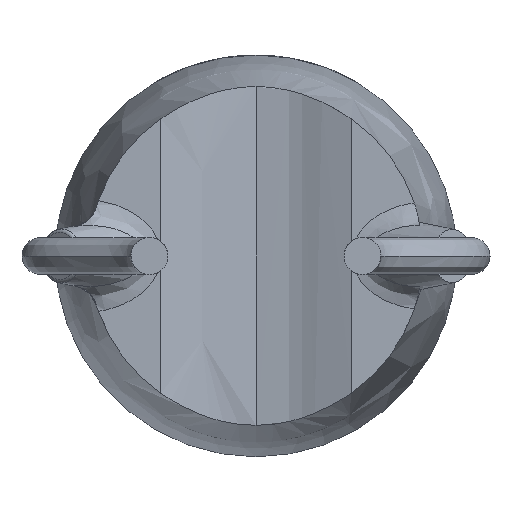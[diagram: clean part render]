
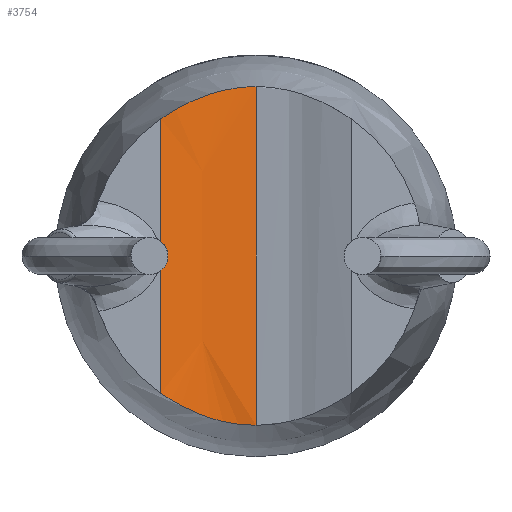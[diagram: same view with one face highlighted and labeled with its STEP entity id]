
A CAD part, front view. The second image highlights one B-rep face of the part: STEP entity #3754.
In plain terms, the highlighted free-form (B-spline) face has degree [3, 1] with [4, 2] control points.
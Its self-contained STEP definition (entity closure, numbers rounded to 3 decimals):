
#16 = VECTOR ( 'NONE', #2654, 1000. ) ;
#90 = EDGE_CURVE ( 'NONE', #5046, #634, #4891, .T. ) ;
#346 = CARTESIAN_POINT ( 'NONE',  ( -0.263, 0.374, -2.517 ) ) ;
#428 = FACE_OUTER_BOUND ( 'NONE', #5111, .T. ) ;
#460 = CARTESIAN_POINT ( 'NONE',  ( -0.645, 0.294, 2.436 ) ) ;
#464 = ORIENTED_EDGE ( 'NONE', *, *, #4726, .F. ) ;
#549 = CARTESIAN_POINT ( 'NONE',  ( 0., 0.382, 2.559 ) ) ;
#578 = CARTESIAN_POINT ( 'NONE',  ( -0.892, 0.107, 2.559 ) ) ;
#634 = VERTEX_POINT ( 'NONE', #2006 ) ;
#731 = ORIENTED_EDGE ( 'NONE', *, *, #1758, .F. ) ;
#799 = CARTESIAN_POINT ( 'NONE',  ( -1.42, 0., -3. ) ) ;
#899 = CARTESIAN_POINT ( 'NONE',  ( -0.984, 0.146, -2.304 ) ) ;
#919 = CARTESIAN_POINT ( 'NONE',  ( -0.986, 0.145, 2.303 ) ) ;
#1018 = VERTEX_POINT ( 'NONE', #2272 ) ;
#1294 = CARTESIAN_POINT ( 'NONE',  ( -0.874, 0.202, -2.353 ) ) ;
#1534 = VECTOR ( 'NONE', #1821, 1000. ) ;
#1758 = EDGE_CURVE ( 'NONE', #634, #2901, #1992, .T. ) ;
#1786 = B_SPLINE_SURFACE_WITH_KNOTS ( 'NONE', 3, 1, ( 
 ( #4163, #549 ),
 ( #2407, #4352 ),
 ( #3882, #578 ),
 ( #5251, #4801 ) ),
 .UNSPECIFIED., .F., .F., .F.,
 ( 4, 4 ),
 ( 2, 2 ),
 ( 0., 1. ),
 ( 0., 1. ),
 .UNSPECIFIED. ) ;
#1821 = DIRECTION ( 'NONE',  ( 0., 0., 1. ) ) ;
#1895 = CARTESIAN_POINT ( 'NONE',  ( -0.875, 0.201, 2.352 ) ) ;
#1992 = LINE ( 'NONE', #4696, #2179 ) ;
#2006 = CARTESIAN_POINT ( 'NONE',  ( -1.42, 0., 0. ) ) ;
#2179 = VECTOR ( 'NONE', #3841, 1000. ) ;
#2203 = CARTESIAN_POINT ( 'NONE',  ( -1.42, 0., -2.049 ) ) ;
#2272 = CARTESIAN_POINT ( 'NONE',  ( 0., 0.382, -2.529 ) ) ;
#2287 = CARTESIAN_POINT ( 'NONE',  ( -0.264, 0.374, 2.517 ) ) ;
#2407 = CARTESIAN_POINT ( 'NONE',  ( -0.771, 0.38, -2.559 ) ) ;
#2654 = DIRECTION ( 'NONE',  ( 0., 0., 1. ) ) ;
#2835 = CARTESIAN_POINT ( 'NONE',  ( 0., 0.382, 2.529 ) ) ;
#2901 = VERTEX_POINT ( 'NONE', #5774 ) ;
#3222 = CARTESIAN_POINT ( 'NONE',  ( -1.313, 0.022, 2.125 ) ) ;
#3278 = CARTESIAN_POINT ( 'NONE',  ( -0.133, 0.382, 2.529 ) ) ;
#3330 = ORIENTED_EDGE ( 'NONE', *, *, #4334, .T. ) ;
#3419 = EDGE_CURVE ( 'NONE', #1018, #5046, #4472, .T. ) ;
#3517 = B_SPLINE_CURVE_WITH_KNOTS ( 'NONE', 3,
 ( #6071, #3222, #5043, #919, #1895, #460, #5639, #2287, #3278, #2835 ),
 .UNSPECIFIED., .F., .F.,
 ( 4, 2, 2, 2, 4 ),
 ( 0., 0., 0.001, 0.001, 0.002 ),
 .UNSPECIFIED. ) ;
#3658 = VERTEX_POINT ( 'NONE', #4067 ) ;
#3754 = ADVANCED_FACE ( 'NONE', ( #428 ), #1786, .F. ) ;
#3841 = DIRECTION ( 'NONE',  ( 0., 0., 1. ) ) ;
#3882 = CARTESIAN_POINT ( 'NONE',  ( -0.892, 0.107, -2.559 ) ) ;
#4048 = CARTESIAN_POINT ( 'NONE',  ( 0., 0.382, -2.529 ) ) ;
#4051 = ORIENTED_EDGE ( 'NONE', *, *, #90, .F. ) ;
#4067 = CARTESIAN_POINT ( 'NONE',  ( 0., 0.382, 2.529 ) ) ;
#4081 = CARTESIAN_POINT ( 'NONE',  ( -0.517, 0.332, -2.472 ) ) ;
#4163 = CARTESIAN_POINT ( 'NONE',  ( 0., 0.382, -2.559 ) ) ;
#4334 = EDGE_CURVE ( 'NONE', #1018, #3658, #4672, .T. ) ;
#4352 = CARTESIAN_POINT ( 'NONE',  ( -0.771, 0.38, 2.559 ) ) ;
#4472 = B_SPLINE_CURVE_WITH_KNOTS ( 'NONE', 3,
 ( #4048, #4530, #346, #4081, #5918, #1294, #899, #5080, #5581, #2203 ),
 .UNSPECIFIED., .F., .F.,
 ( 4, 2, 2, 2, 4 ),
 ( 0., 0., 0.001, 0.001, 0.002 ),
 .UNSPECIFIED. ) ;
#4530 = CARTESIAN_POINT ( 'NONE',  ( -0.133, 0.382, -2.529 ) ) ;
#4672 = LINE ( 'NONE', #5561, #1534 ) ;
#4696 = CARTESIAN_POINT ( 'NONE',  ( -1.42, 0., -3. ) ) ;
#4726 = EDGE_CURVE ( 'NONE', #2901, #3658, #3517, .T. ) ;
#4801 = CARTESIAN_POINT ( 'NONE',  ( -1.42, 0., 2.559 ) ) ;
#4891 = LINE ( 'NONE', #799, #16 ) ;
#5043 = CARTESIAN_POINT ( 'NONE',  ( -1.204, 0.055, 2.19 ) ) ;
#5046 = VERTEX_POINT ( 'NONE', #5536 ) ;
#5080 = CARTESIAN_POINT ( 'NONE',  ( -1.204, 0.055, -2.19 ) ) ;
#5111 = EDGE_LOOP ( 'NONE', ( #731, #4051, #5447, #3330, #464 ) ) ;
#5251 = CARTESIAN_POINT ( 'NONE',  ( -1.42, 0., -2.559 ) ) ;
#5447 = ORIENTED_EDGE ( 'NONE', *, *, #3419, .F. ) ;
#5536 = CARTESIAN_POINT ( 'NONE',  ( -1.42, 0., -2.049 ) ) ;
#5561 = CARTESIAN_POINT ( 'NONE',  ( 0., 0.382, -3. ) ) ;
#5581 = CARTESIAN_POINT ( 'NONE',  ( -1.313, 0.022, -2.125 ) ) ;
#5639 = CARTESIAN_POINT ( 'NONE',  ( -0.523, 0.33, 2.47 ) ) ;
#5774 = CARTESIAN_POINT ( 'NONE',  ( -1.42, 0., 2.049 ) ) ;
#5918 = CARTESIAN_POINT ( 'NONE',  ( -0.641, 0.296, -2.437 ) ) ;
#6071 = CARTESIAN_POINT ( 'NONE',  ( -1.42, 0., 2.049 ) ) ;
